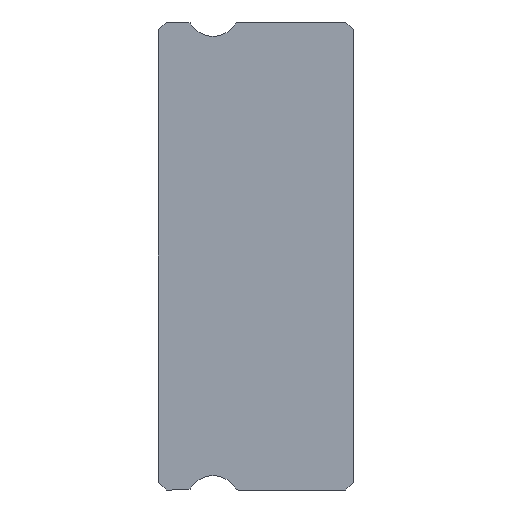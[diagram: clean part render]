
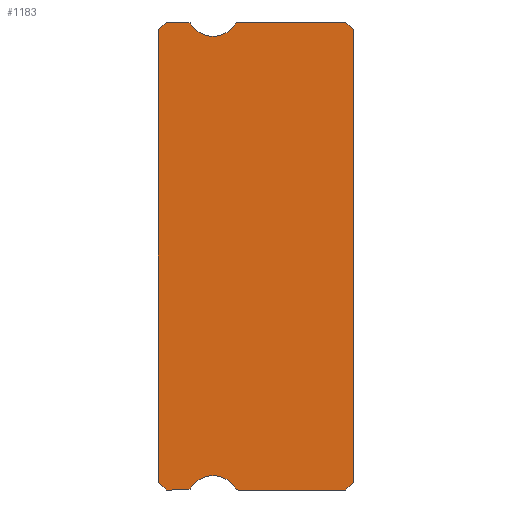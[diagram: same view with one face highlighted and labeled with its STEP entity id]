
A CAD part, left-side view. The second image highlights one B-rep face of the part: STEP entity #1183.
In plain terms, the highlighted planar face has unit normal (-1, 0, 0).
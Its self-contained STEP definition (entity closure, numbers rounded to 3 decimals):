
#5 = DIRECTION ( 'NONE',  ( 0., 0., -1. ) ) ;
#22 = VECTOR ( 'NONE', #1418, 1000. ) ;
#63 = ORIENTED_EDGE ( 'NONE', *, *, #480, .T. ) ;
#68 = VECTOR ( 'NONE', #2773, 1000. ) ;
#76 = AXIS2_PLACEMENT_3D ( 'NONE', #1235, #2584, #631 ) ;
#85 = EDGE_CURVE ( 'NONE', #287, #782, #808, .T. ) ;
#108 = CARTESIAN_POINT ( 'NONE',  ( -5., 4.419, -9. ) ) ;
#143 = DIRECTION ( 'NONE',  ( -1., 0., 0. ) ) ;
#158 = DIRECTION ( 'NONE',  ( 1., 0., 0. ) ) ;
#173 = CARTESIAN_POINT ( 'NONE',  ( -5., 0.3, 9. ) ) ;
#179 = AXIS2_PLACEMENT_3D ( 'NONE', #1108, #1537, #428 ) ;
#269 = ORIENTED_EDGE ( 'NONE', *, *, #1960, .F. ) ;
#278 = VERTEX_POINT ( 'NONE', #1396 ) ;
#287 = VERTEX_POINT ( 'NONE', #1165 ) ;
#312 = AXIS2_PLACEMENT_3D ( 'NONE', #1747, #875, #5 ) ;
#334 = DIRECTION ( 'NONE',  ( 0., 0.707, -0.707 ) ) ;
#366 = LINE ( 'NONE', #2344, #22 ) ;
#383 = LINE ( 'NONE', #550, #68 ) ;
#386 = EDGE_CURVE ( 'NONE', #782, #1248, #1724, .T. ) ;
#403 = ORIENTED_EDGE ( 'NONE', *, *, #708, .F. ) ;
#408 = CARTESIAN_POINT ( 'NONE',  ( -5., 0.3, 9. ) ) ;
#428 = DIRECTION ( 'NONE',  ( 0., 0., -1. ) ) ;
#441 = CARTESIAN_POINT ( 'NONE',  ( -5., 7.2, 9. ) ) ;
#442 = DIRECTION ( 'NONE',  ( 0., 0., -1. ) ) ;
#461 = VERTEX_POINT ( 'NONE', #1460 ) ;
#480 = EDGE_CURVE ( 'NONE', #1653, #2602, #1032, .T. ) ;
#547 = CARTESIAN_POINT ( 'NONE',  ( -5., 7.2, -9. ) ) ;
#550 = CARTESIAN_POINT ( 'NONE',  ( -5., 7.2, 9. ) ) ;
#561 = ORIENTED_EDGE ( 'NONE', *, *, #2556, .F. ) ;
#562 = DIRECTION ( 'NONE',  ( -1., 0., 0. ) ) ;
#619 = CARTESIAN_POINT ( 'NONE',  ( -5., 7.5, -8.7 ) ) ;
#629 = ORIENTED_EDGE ( 'NONE', *, *, #1993, .F. ) ;
#631 = DIRECTION ( 'NONE',  ( 0., 0., -1. ) ) ;
#645 = EDGE_CURVE ( 'NONE', #2477, #2413, #1373, .T. ) ;
#655 = CARTESIAN_POINT ( 'NONE',  ( -5., 0., 8.7 ) ) ;
#662 = EDGE_CURVE ( 'NONE', #2477, #1248, #1592, .T. ) ;
#667 = PLANE ( 'NONE',  #179 ) ;
#668 = ORIENTED_EDGE ( 'NONE', *, *, #662, .T. ) ;
#687 = DIRECTION ( 'NONE',  ( 0., 0.707, -0.707 ) ) ;
#708 = EDGE_CURVE ( 'NONE', #2413, #1941, #1913, .T. ) ;
#782 = VERTEX_POINT ( 'NONE', #173 ) ;
#800 = CARTESIAN_POINT ( 'NONE',  ( -5., 5.4, 9.45 ) ) ;
#808 = LINE ( 'NONE', #1946, #902 ) ;
#817 = CARTESIAN_POINT ( 'NONE',  ( -5., 6.381, -9. ) ) ;
#842 = DIRECTION ( 'NONE',  ( 0., -0.707, -0.707 ) ) ;
#875 = DIRECTION ( 'NONE',  ( 1., 0., 0. ) ) ;
#902 = VECTOR ( 'NONE', #2076, 1000. ) ;
#946 = ORIENTED_EDGE ( 'NONE', *, *, #2386, .F. ) ;
#955 = DIRECTION ( 'NONE',  ( 1., 0., 0. ) ) ;
#966 = CIRCLE ( 'NONE', #76, 0.15 ) ;
#971 = CARTESIAN_POINT ( 'NONE',  ( -5., 0., 8.7 ) ) ;
#981 = CIRCLE ( 'NONE', #2029, 1. ) ;
#1006 = CARTESIAN_POINT ( 'NONE',  ( -5., 5.4, -9.45 ) ) ;
#1032 = LINE ( 'NONE', #1896, #2809 ) ;
#1040 = DIRECTION ( 'NONE',  ( 0., -1., 0. ) ) ;
#1055 = DIRECTION ( 'NONE',  ( 0., 0., -1. ) ) ;
#1084 = EDGE_CURVE ( 'NONE', #1941, #2178, #966, .T. ) ;
#1106 = AXIS2_PLACEMENT_3D ( 'NONE', #2279, #955, #2458 ) ;
#1108 = CARTESIAN_POINT ( 'NONE',  ( -5., 6.381, 8.85 ) ) ;
#1165 = CARTESIAN_POINT ( 'NONE',  ( -5., 4.419, 9. ) ) ;
#1182 = CARTESIAN_POINT ( 'NONE',  ( -5., 0., -8.7 ) ) ;
#1183 = ADVANCED_FACE ( 'NONE', ( #2594 ), #667, .F. ) ;
#1203 = VECTOR ( 'NONE', #1040, 1000. ) ;
#1235 = CARTESIAN_POINT ( 'NONE',  ( -5., 4.419, -8.85 ) ) ;
#1238 = VERTEX_POINT ( 'NONE', #441 ) ;
#1247 = AXIS2_PLACEMENT_3D ( 'NONE', #1006, #143, #2520 ) ;
#1248 = VERTEX_POINT ( 'NONE', #655 ) ;
#1317 = ORIENTED_EDGE ( 'NONE', *, *, #645, .F. ) ;
#1322 = EDGE_CURVE ( 'NONE', #1347, #287, #1737, .T. ) ;
#1345 = VECTOR ( 'NONE', #2161, 1000. ) ;
#1347 = VERTEX_POINT ( 'NONE', #2471 ) ;
#1352 = VECTOR ( 'NONE', #334, 1000. ) ;
#1369 = ORIENTED_EDGE ( 'NONE', *, *, #1546, .T. ) ;
#1373 = LINE ( 'NONE', #1182, #1352 ) ;
#1396 = CARTESIAN_POINT ( 'NONE',  ( -5., 7.5, 8.7 ) ) ;
#1418 = DIRECTION ( 'NONE',  ( 0., 0., 1. ) ) ;
#1425 = ORIENTED_EDGE ( 'NONE', *, *, #1084, .F. ) ;
#1447 = CARTESIAN_POINT ( 'NONE',  ( -5., 6.381, -9. ) ) ;
#1457 = CIRCLE ( 'NONE', #312, 0.15 ) ;
#1460 = CARTESIAN_POINT ( 'NONE',  ( -5., 5.4, 8.45 ) ) ;
#1516 = EDGE_CURVE ( 'NONE', #1653, #278, #366, .T. ) ;
#1537 = DIRECTION ( 'NONE',  ( 1., 0., 0. ) ) ;
#1546 = EDGE_CURVE ( 'NONE', #1701, #1238, #383, .T. ) ;
#1578 = CARTESIAN_POINT ( 'NONE',  ( -5., 6.381, 9. ) ) ;
#1592 = LINE ( 'NONE', #971, #1862 ) ;
#1596 = VERTEX_POINT ( 'NONE', #1670 ) ;
#1653 = VERTEX_POINT ( 'NONE', #619 ) ;
#1670 = CARTESIAN_POINT ( 'NONE',  ( -5., 6.253, -8.928 ) ) ;
#1701 = VERTEX_POINT ( 'NONE', #1578 ) ;
#1724 = LINE ( 'NONE', #408, #2408 ) ;
#1737 = CIRCLE ( 'NONE', #1106, 0.15 ) ;
#1747 = CARTESIAN_POINT ( 'NONE',  ( -5., 6.381, -8.85 ) ) ;
#1778 = LINE ( 'NONE', #2637, #2470 ) ;
#1837 = ORIENTED_EDGE ( 'NONE', *, *, #2005, .F. ) ;
#1862 = VECTOR ( 'NONE', #2102, 1000. ) ;
#1873 = CARTESIAN_POINT ( 'NONE',  ( -5., 0.3, -9. ) ) ;
#1887 = CARTESIAN_POINT ( 'NONE',  ( -5., 6.381, -9. ) ) ;
#1896 = CARTESIAN_POINT ( 'NONE',  ( -5., 7.2, -9. ) ) ;
#1898 = ORIENTED_EDGE ( 'NONE', *, *, #386, .F. ) ;
#1910 = DIRECTION ( 'NONE',  ( 0., 0., -1. ) ) ;
#1913 = LINE ( 'NONE', #1447, #1345 ) ;
#1941 = VERTEX_POINT ( 'NONE', #108 ) ;
#1946 = CARTESIAN_POINT ( 'NONE',  ( -5., 6.381, 9. ) ) ;
#1960 = EDGE_CURVE ( 'NONE', #1701, #2399, #2154, .T. ) ;
#1963 = CARTESIAN_POINT ( 'NONE',  ( -5., 5.4, 9.45 ) ) ;
#1985 = CIRCLE ( 'NONE', #2472, 1. ) ;
#1990 = ORIENTED_EDGE ( 'NONE', *, *, #85, .F. ) ;
#1992 = ORIENTED_EDGE ( 'NONE', *, *, #2421, .T. ) ;
#1993 = EDGE_CURVE ( 'NONE', #1596, #2299, #1457, .T. ) ;
#2005 = EDGE_CURVE ( 'NONE', #461, #1347, #1985, .T. ) ;
#2029 = AXIS2_PLACEMENT_3D ( 'NONE', #800, #562, #1910 ) ;
#2068 = ORIENTED_EDGE ( 'NONE', *, *, #1322, .F. ) ;
#2076 = DIRECTION ( 'NONE',  ( 0., -1., 0. ) ) ;
#2102 = DIRECTION ( 'NONE',  ( 0., 0., 1. ) ) ;
#2109 = AXIS2_PLACEMENT_3D ( 'NONE', #2135, #158, #1055 ) ;
#2135 = CARTESIAN_POINT ( 'NONE',  ( -5., 6.381, 8.85 ) ) ;
#2154 = CIRCLE ( 'NONE', #2109, 0.15 ) ;
#2161 = DIRECTION ( 'NONE',  ( 0., 1., 0. ) ) ;
#2178 = VERTEX_POINT ( 'NONE', #2438 ) ;
#2209 = CARTESIAN_POINT ( 'NONE',  ( -5., 0., -8.7 ) ) ;
#2279 = CARTESIAN_POINT ( 'NONE',  ( -5., 4.419, 8.85 ) ) ;
#2299 = VERTEX_POINT ( 'NONE', #1887 ) ;
#2344 = CARTESIAN_POINT ( 'NONE',  ( -5., 7.5, 8.85 ) ) ;
#2359 = CARTESIAN_POINT ( 'NONE',  ( -5., 6.253, 8.928 ) ) ;
#2386 = EDGE_CURVE ( 'NONE', #2178, #1596, #2465, .T. ) ;
#2391 = ORIENTED_EDGE ( 'NONE', *, *, #1516, .F. ) ;
#2392 = DIRECTION ( 'NONE',  ( 0., -0.707, -0.707 ) ) ;
#2399 = VERTEX_POINT ( 'NONE', #2359 ) ;
#2408 = VECTOR ( 'NONE', #842, 1000. ) ;
#2413 = VERTEX_POINT ( 'NONE', #1873 ) ;
#2421 = EDGE_CURVE ( 'NONE', #2602, #2299, #2533, .T. ) ;
#2438 = CARTESIAN_POINT ( 'NONE',  ( -5., 4.547, -8.928 ) ) ;
#2458 = DIRECTION ( 'NONE',  ( 0., 0., -1. ) ) ;
#2465 = CIRCLE ( 'NONE', #1247, 1. ) ;
#2470 = VECTOR ( 'NONE', #687, 1000. ) ;
#2471 = CARTESIAN_POINT ( 'NONE',  ( -5., 4.547, 8.928 ) ) ;
#2472 = AXIS2_PLACEMENT_3D ( 'NONE', #1963, #2605, #442 ) ;
#2477 = VERTEX_POINT ( 'NONE', #2209 ) ;
#2520 = DIRECTION ( 'NONE',  ( 0., 0., -1. ) ) ;
#2533 = LINE ( 'NONE', #817, #1203 ) ;
#2556 = EDGE_CURVE ( 'NONE', #2399, #461, #981, .T. ) ;
#2584 = DIRECTION ( 'NONE',  ( 1., 0., 0. ) ) ;
#2594 = FACE_OUTER_BOUND ( 'NONE', #2662, .T. ) ;
#2602 = VERTEX_POINT ( 'NONE', #547 ) ;
#2605 = DIRECTION ( 'NONE',  ( -1., 0., 0. ) ) ;
#2637 = CARTESIAN_POINT ( 'NONE',  ( -5., 7.5, 8.7 ) ) ;
#2662 = EDGE_LOOP ( 'NONE', ( #2391, #63, #1992, #629, #946, #1425, #403, #1317, #668, #1898, #1990, #2068, #1837, #561, #269, #1369, #2786 ) ) ;
#2752 = EDGE_CURVE ( 'NONE', #1238, #278, #1778, .T. ) ;
#2773 = DIRECTION ( 'NONE',  ( 0., 1., 0. ) ) ;
#2786 = ORIENTED_EDGE ( 'NONE', *, *, #2752, .T. ) ;
#2809 = VECTOR ( 'NONE', #2392, 1000. ) ;
